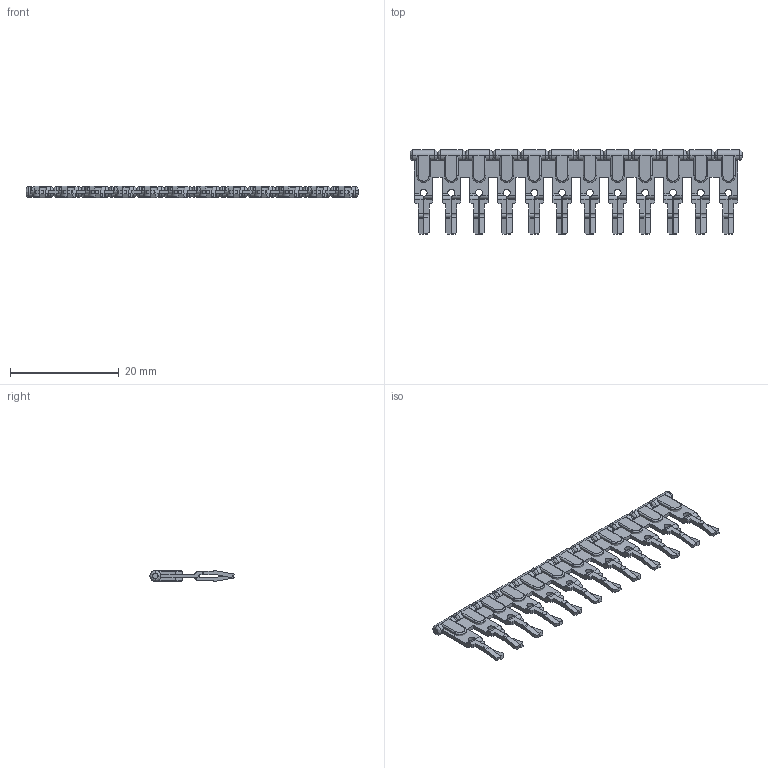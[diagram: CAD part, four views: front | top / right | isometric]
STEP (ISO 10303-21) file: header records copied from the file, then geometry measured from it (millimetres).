
FILE_DESCRIPTION (( 'STEP AP214' ), '1' );
FILE_NAME ('43531_12_BLS_DN-12JL14B-A.STEP', '2014-05-29T13:37:10', ( '' ), ( '' ), 'SwSTEP 2.0', 'SolidWorks 2013', '' );
FILE_SCHEMA (( 'AUTOMOTIVE_DESIGN' ));
Length unit declared in the file: millimetre
Products named in the file (1): 43531_12_BLS_DN-12JL14B-A
Bounding box: 61.1 x 15.5 x 2.07 mm (x, y, z)
Volume: 755.8 mm3; surface area: 2219.8 mm2
Topology: 2 solids, 2 shells, 847 faces, 2338 edges, 1495 vertices
Faces by surface type: plane 419, cylinder 332, bspline 96
Entity records: 32118 total; most frequent: CARTESIAN_POINT 7425, ORIENTED_EDGE 4676, DIRECTION 4294, EDGE_CURVE 2338, LINE 1498, VECTOR 1498, VERTEX_POINT 1495, AXIS2_PLACEMENT_3D 1398
